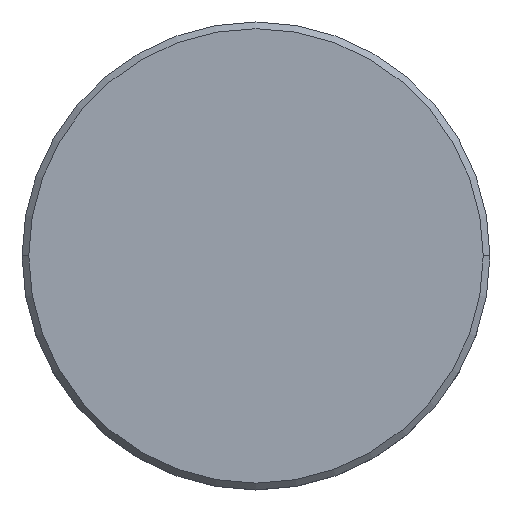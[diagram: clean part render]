
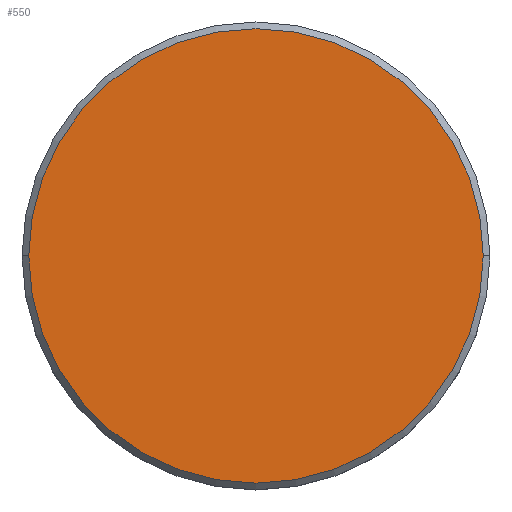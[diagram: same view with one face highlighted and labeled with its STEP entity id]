
A CAD part, top view. The second image highlights one B-rep face of the part: STEP entity #550.
In plain terms, the highlighted planar face has unit normal (0, 0, 1).
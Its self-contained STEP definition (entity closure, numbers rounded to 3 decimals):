
#180 = CIRCLE ( 'NONE', #799, 17. ) ;
#192 = CARTESIAN_POINT ( 'NONE',  ( 0., 0., 0. ) ) ;
#278 = CARTESIAN_POINT ( 'NONE',  ( 0., 0., 0. ) ) ;
#308 = CARTESIAN_POINT ( 'NONE',  ( -17., 0., 0. ) ) ;
#344 = VERTEX_POINT ( 'NONE', #819 ) ;
#422 = ORIENTED_EDGE ( 'NONE', *, *, #976, .T. ) ;
#445 = DIRECTION ( 'NONE',  ( 1., 0., 0. ) ) ;
#458 = VERTEX_POINT ( 'NONE', #308 ) ;
#465 = PLANE ( 'NONE',  #998 ) ;
#491 = CIRCLE ( 'NONE', #1112, 17. ) ;
#532 = FACE_OUTER_BOUND ( 'NONE', #1119, .T. ) ;
#550 = ADVANCED_FACE ( 'NONE', ( #532 ), #465, .T. ) ;
#644 = DIRECTION ( 'NONE',  ( 1., 0., 0. ) ) ;
#725 = DIRECTION ( 'NONE',  ( 1., 0., 0. ) ) ;
#799 = AXIS2_PLACEMENT_3D ( 'NONE', #278, #917, #725 ) ;
#819 = CARTESIAN_POINT ( 'NONE',  ( 17., 0., 0. ) ) ;
#917 = DIRECTION ( 'NONE',  ( 0., 0., 1. ) ) ;
#933 = EDGE_CURVE ( 'NONE', #344, #458, #491, .T. ) ;
#976 = EDGE_CURVE ( 'NONE', #458, #344, #180, .T. ) ;
#985 = CARTESIAN_POINT ( 'NONE',  ( 0., 0., 0. ) ) ;
#998 = AXIS2_PLACEMENT_3D ( 'NONE', #192, #1183, #445 ) ;
#1092 = DIRECTION ( 'NONE',  ( 0., 0., 1. ) ) ;
#1112 = AXIS2_PLACEMENT_3D ( 'NONE', #985, #1092, #644 ) ;
#1119 = EDGE_LOOP ( 'NONE', ( #422, #1145 ) ) ;
#1145 = ORIENTED_EDGE ( 'NONE', *, *, #933, .T. ) ;
#1183 = DIRECTION ( 'NONE',  ( 0., 0., 1. ) ) ;
